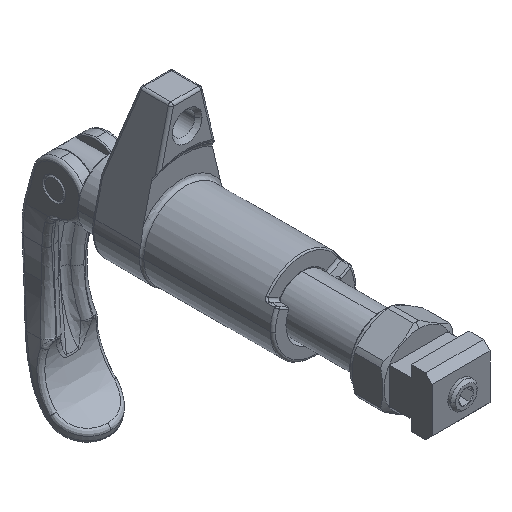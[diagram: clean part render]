
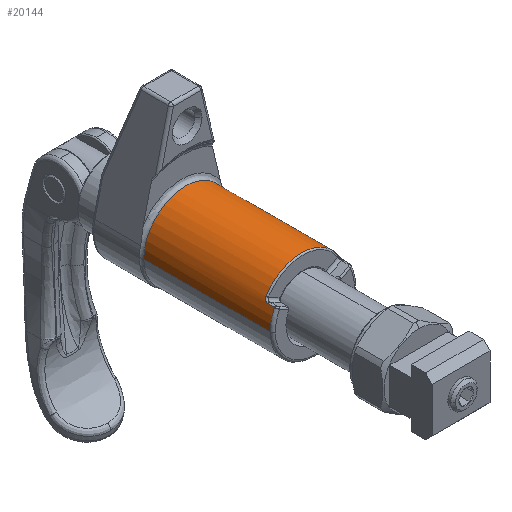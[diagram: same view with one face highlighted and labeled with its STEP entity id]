
A CAD part, isometric view. The second image highlights one B-rep face of the part: STEP entity #20144.
In plain terms, the highlighted cylindrical face has radius 16 mm (diameter 32 mm), a partial arc.
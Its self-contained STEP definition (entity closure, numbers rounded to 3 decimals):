
#242 = CARTESIAN_POINT ( 'NONE',  ( 16., -37.5, 0. ) ) ;
#280 = CARTESIAN_POINT ( 'NONE',  ( -14.225, -34.235, 7.325 ) ) ;
#405 = CARTESIAN_POINT ( 'NONE',  ( 14.243, -34.326, 7.289 ) ) ;
#420 = EDGE_CURVE ( 'NONE', #17058, #1626, #24609, .T. ) ;
#429 = CARTESIAN_POINT ( 'NONE',  ( 14.316, -37.5, 7.146 ) ) ;
#511 = VERTEX_POINT ( 'NONE', #24014 ) ;
#1322 = AXIS2_PLACEMENT_3D ( 'NONE', #6579, #10588, #3061 ) ;
#1464 = ORIENTED_EDGE ( 'NONE', *, *, #17513, .T. ) ;
#1551 = DIRECTION ( 'NONE',  ( 0., 1., 0. ) ) ;
#1626 = VERTEX_POINT ( 'NONE', #7566 ) ;
#2182 = CARTESIAN_POINT ( 'NONE',  ( 14.316, -34.899, 7.146 ) ) ;
#2294 = DIRECTION ( 'NONE',  ( 0., 1., 0. ) ) ;
#2651 = ORIENTED_EDGE ( 'NONE', *, *, #21985, .T. ) ;
#2657 = CARTESIAN_POINT ( 'NONE',  ( -14.316, -34.799, 7.146 ) ) ;
#3061 = DIRECTION ( 'NONE',  ( 1., 0., 0. ) ) ;
#3187 = CYLINDRICAL_SURFACE ( 'NONE', #3535, 16. ) ;
#3322 = VERTEX_POINT ( 'NONE', #242 ) ;
#3535 = AXIS2_PLACEMENT_3D ( 'NONE', #16585, #1551, #9194 ) ;
#3757 = VERTEX_POINT ( 'NONE', #13008 ) ;
#4100 = ORIENTED_EDGE ( 'NONE', *, *, #4559, .F. ) ;
#4168 = CARTESIAN_POINT ( 'NONE',  ( -16., -8.5, 0. ) ) ;
#4179 = CARTESIAN_POINT ( 'NONE',  ( -14.316, -35., 7.146 ) ) ;
#4277 = AXIS2_PLACEMENT_3D ( 'NONE', #16914, #22667, #15417 ) ;
#4294 = CARTESIAN_POINT ( 'NONE',  ( -14.297, -34.599, 7.184 ) ) ;
#4410 = VERTEX_POINT ( 'NONE', #429 ) ;
#4418 = CARTESIAN_POINT ( 'NONE',  ( 16., -8.5, 0. ) ) ;
#4535 = CARTESIAN_POINT ( 'NONE',  ( -14.031, -33.799, 7.69 ) ) ;
#4556 = ORIENTED_EDGE ( 'NONE', *, *, #5240, .T. ) ;
#4559 = EDGE_CURVE ( 'NONE', #16779, #12017, #19034, .T. ) ;
#5240 = EDGE_CURVE ( 'NONE', #17722, #4410, #19957, .T. ) ;
#5795 = EDGE_LOOP ( 'NONE', ( #20495, #23554, #6564, #24277, #20997, #2651, #4556, #8570, #1464, #4100 ) ) ;
#6423 = CARTESIAN_POINT ( 'NONE',  ( 13.768, -33.538, 8.154 ) ) ;
#6564 = ORIENTED_EDGE ( 'NONE', *, *, #420, .T. ) ;
#6579 = CARTESIAN_POINT ( 'NONE',  ( 0., -37.5, 0. ) ) ;
#7106 = AXIS2_PLACEMENT_3D ( 'NONE', #16819, #7305, #24457 ) ;
#7305 = DIRECTION ( 'NONE',  ( 0., 1., 0. ) ) ;
#7460 = DIRECTION ( 'NONE',  ( 0., 1., 0. ) ) ;
#7566 = CARTESIAN_POINT ( 'NONE',  ( -14.316, -35., 7.146 ) ) ;
#7831 = CARTESIAN_POINT ( 'NONE',  ( -14.316, -8.5, 7.146 ) ) ;
#7926 = CARTESIAN_POINT ( 'NONE',  ( -13.558, -33.5, 8.496 ) ) ;
#8048 = CARTESIAN_POINT ( 'NONE',  ( 14.311, -34.8, 7.155 ) ) ;
#8183 = CARTESIAN_POINT ( 'NONE',  ( 14.036, -33.794, 7.683 ) ) ;
#8185 = CIRCLE ( 'NONE', #11391, 16. ) ;
#8350 = EDGE_CURVE ( 'NONE', #3757, #511, #8185, .T. ) ;
#8570 = ORIENTED_EDGE ( 'NONE', *, *, #19410, .T. ) ;
#9194 = DIRECTION ( 'NONE',  ( 1., 0., 0. ) ) ;
#9339 = CIRCLE ( 'NONE', #1322, 16. ) ;
#10053 = CARTESIAN_POINT ( 'NONE',  ( -13.949, -33.693, 7.837 ) ) ;
#10183 = CARTESIAN_POINT ( 'NONE',  ( 14.221, -34.24, 7.333 ) ) ;
#10588 = DIRECTION ( 'NONE',  ( 0., 1., 0. ) ) ;
#10676 = CARTESIAN_POINT ( 'NONE',  ( 0., -33.5, 0. ) ) ;
#11391 = AXIS2_PLACEMENT_3D ( 'NONE', #10676, #12320, #12065 ) ;
#11698 = CARTESIAN_POINT ( 'NONE',  ( -13.665, -33.5, 8.326 ) ) ;
#11706 = CARTESIAN_POINT ( 'NONE',  ( 13.665, -33.5, 8.325 ) ) ;
#12017 = VERTEX_POINT ( 'NONE', #23845 ) ;
#12043 = DIRECTION ( 'NONE',  ( 0., 1., 0. ) ) ;
#12065 = DIRECTION ( 'NONE',  ( -1., 0., 0. ) ) ;
#12308 = VECTOR ( 'NONE', #7460, 1000. ) ;
#12320 = DIRECTION ( 'NONE',  ( 0., 1., 0. ) ) ;
#13008 = CARTESIAN_POINT ( 'NONE',  ( -13.558, -33.5, 8.496 ) ) ;
#13442 = CARTESIAN_POINT ( 'NONE',  ( -16., 10.5, 0. ) ) ;
#13695 = CARTESIAN_POINT ( 'NONE',  ( 14.293, -34.606, 7.191 ) ) ;
#14062 = CARTESIAN_POINT ( 'NONE',  ( -13.906, -33.648, 7.914 ) ) ;
#14071 = CARTESIAN_POINT ( 'NONE',  ( 14.137, -34., 7.493 ) ) ;
#14460 = CARTESIAN_POINT ( 'NONE',  ( 14.316, -8.5, 7.146 ) ) ;
#14693 = FACE_OUTER_BOUND ( 'NONE', #5795, .T. ) ;
#14804 = EDGE_CURVE ( 'NONE', #23334, #16779, #23552, .T. ) ;
#15417 = DIRECTION ( 'NONE',  ( 1., 0., 0. ) ) ;
#15572 = CARTESIAN_POINT ( 'NONE',  ( -14.171, -34.068, 7.43 ) ) ;
#15706 = CARTESIAN_POINT ( 'NONE',  ( 13.952, -33.684, 7.834 ) ) ;
#15950 = CARTESIAN_POINT ( 'NONE',  ( -14.069, -33.862, 7.62 ) ) ;
#16109 = DIRECTION ( 'NONE',  ( 0., -1., 0. ) ) ;
#16159 = CARTESIAN_POINT ( 'NONE',  ( -14.316, -37.5, 7.146 ) ) ;
#16585 = CARTESIAN_POINT ( 'NONE',  ( 0., -8.5, 0. ) ) ;
#16779 = VERTEX_POINT ( 'NONE', #13442 ) ;
#16819 = CARTESIAN_POINT ( 'NONE',  ( 0., -37.5, 0. ) ) ;
#16914 = CARTESIAN_POINT ( 'NONE',  ( 0., 10.5, 0. ) ) ;
#17058 = VERTEX_POINT ( 'NONE', #16159 ) ;
#17381 = EDGE_CURVE ( 'NONE', #23334, #17058, #9339, .T. ) ;
#17436 = CARTESIAN_POINT ( 'NONE',  ( 14.316, -35., 7.146 ) ) ;
#17513 = EDGE_CURVE ( 'NONE', #3322, #12017, #21317, .T. ) ;
#17722 = VERTEX_POINT ( 'NONE', #21196 ) ;
#17806 = CARTESIAN_POINT ( 'NONE',  ( 14.279, -34.51, 7.218 ) ) ;
#18491 = CARTESIAN_POINT ( 'NONE',  ( -16., -37.5, 0. ) ) ;
#19034 = CIRCLE ( 'NONE', #4277, 16. ) ;
#19084 = CIRCLE ( 'NONE', #7106, 16. ) ;
#19273 = VECTOR ( 'NONE', #16109, 1000. ) ;
#19410 = EDGE_CURVE ( 'NONE', #4410, #3322, #19084, .T. ) ;
#19427 = CARTESIAN_POINT ( 'NONE',  ( 14.168, -34.077, 7.434 ) ) ;
#19430 = B_SPLINE_CURVE_WITH_KNOTS ( 'NONE', 3,
 ( #21444, #11706, #6423, #15706, #8183, #14071, #19427, #10183, #405, #17806, #13695, #8048, #2182, #17436 ),
 .UNSPECIFIED., .F., .F.,
 ( 4, 2, 2, 2, 2, 2, 4 ),
 ( 0., 0.001, 0.001, 0.002, 0.002, 0.002, 0.002 ),
 .UNSPECIFIED. ) ;
#19541 = EDGE_CURVE ( 'NONE', #1626, #3757, #20105, .T. ) ;
#19957 = LINE ( 'NONE', #14460, #19273 ) ;
#20105 = B_SPLINE_CURVE_WITH_KNOTS ( 'NONE', 3,
 ( #4179, #2657, #4294, #280, #15572, #15950, #4535, #10053, #14062, #23565, #11698, #7926 ),
 .UNSPECIFIED., .F., .F.,
 ( 4, 2, 2, 2, 2, 4 ),
 ( 0., 0.001, 0.001, 0.002, 0.002, 0.002 ),
 .UNSPECIFIED. ) ;
#20115 = VECTOR ( 'NONE', #2294, 1000. ) ;
#20144 = ADVANCED_FACE ( 'NONE', ( #14693 ), #3187, .T. ) ;
#20495 = ORIENTED_EDGE ( 'NONE', *, *, #14804, .F. ) ;
#20997 = ORIENTED_EDGE ( 'NONE', *, *, #8350, .T. ) ;
#21196 = CARTESIAN_POINT ( 'NONE',  ( 14.316, -35., 7.146 ) ) ;
#21317 = LINE ( 'NONE', #4418, #20115 ) ;
#21444 = CARTESIAN_POINT ( 'NONE',  ( 13.558, -33.5, 8.496 ) ) ;
#21985 = EDGE_CURVE ( 'NONE', #511, #17722, #19430, .T. ) ;
#22667 = DIRECTION ( 'NONE',  ( 0., 1., 0. ) ) ;
#22817 = VECTOR ( 'NONE', #12043, 1000. ) ;
#23334 = VERTEX_POINT ( 'NONE', #18491 ) ;
#23552 = LINE ( 'NONE', #4168, #22817 ) ;
#23554 = ORIENTED_EDGE ( 'NONE', *, *, #17381, .T. ) ;
#23565 = CARTESIAN_POINT ( 'NONE',  ( -13.766, -33.538, 8.156 ) ) ;
#23845 = CARTESIAN_POINT ( 'NONE',  ( 16., 10.5, 0. ) ) ;
#24014 = CARTESIAN_POINT ( 'NONE',  ( 13.558, -33.5, 8.496 ) ) ;
#24277 = ORIENTED_EDGE ( 'NONE', *, *, #19541, .T. ) ;
#24457 = DIRECTION ( 'NONE',  ( 1., 0., 0. ) ) ;
#24609 = LINE ( 'NONE', #7831, #12308 ) ;
